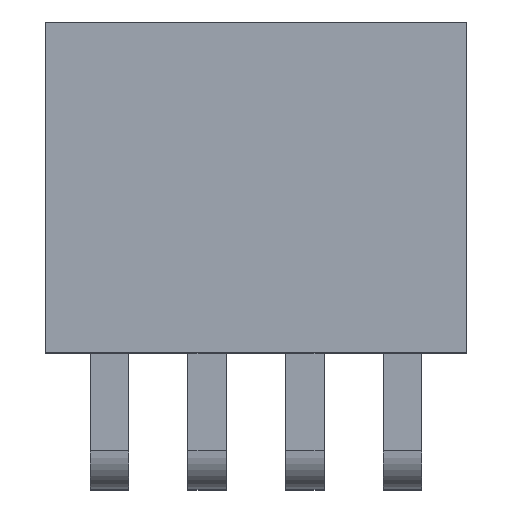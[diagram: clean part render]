
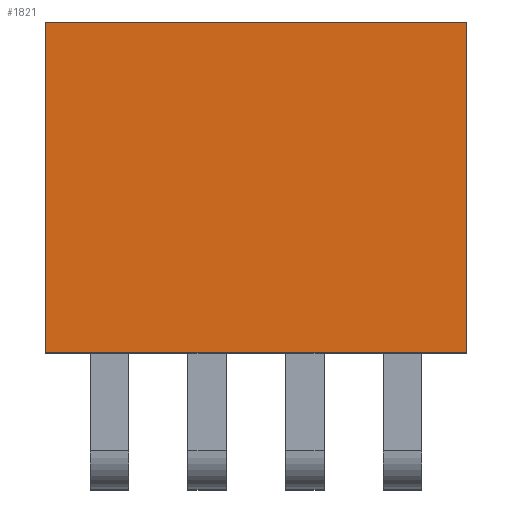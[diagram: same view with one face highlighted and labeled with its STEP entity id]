
A CAD part, top view. The second image highlights one B-rep face of the part: STEP entity #1821.
In plain terms, the highlighted planar face has unit normal (0, 0, 1).
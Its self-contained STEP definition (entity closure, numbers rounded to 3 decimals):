
#115=FACE_OUTER_BOUND('',#225,.T.);
#225=EDGE_LOOP('',(#1339,#1340,#1341,#1342));
#399=LINE('',#2749,#627);
#400=LINE('',#2751,#628);
#401=LINE('',#2753,#629);
#402=LINE('',#2754,#630);
#627=VECTOR('',#2227,10.);
#628=VECTOR('',#2228,10.);
#629=VECTOR('',#2229,10.);
#630=VECTOR('',#2230,10.);
#823=VERTEX_POINT('',#2747);
#824=VERTEX_POINT('',#2748);
#825=VERTEX_POINT('',#2750);
#826=VERTEX_POINT('',#2752);
#1023=EDGE_CURVE('',#823,#824,#399,.T.);
#1024=EDGE_CURVE('',#824,#825,#400,.T.);
#1025=EDGE_CURVE('',#826,#825,#401,.T.);
#1026=EDGE_CURVE('',#823,#826,#402,.T.);
#1339=ORIENTED_EDGE('',*,*,#1023,.T.);
#1340=ORIENTED_EDGE('',*,*,#1024,.T.);
#1341=ORIENTED_EDGE('',*,*,#1025,.F.);
#1342=ORIENTED_EDGE('',*,*,#1026,.F.);
#1723=PLANE('',#1953);
#1821=ADVANCED_FACE('',(#115),#1723,.T.);
#1953=AXIS2_PLACEMENT_3D('',#2746,#2225,#2226);
#2225=DIRECTION('center_axis',(0.,0.,1.));
#2226=DIRECTION('ref_axis',(0.,-1.,0.));
#2227=DIRECTION('',(0.,-1.,0.));
#2228=DIRECTION('',(1.,0.,0.));
#2229=DIRECTION('',(0.,-1.,0.));
#2230=DIRECTION('',(1.,0.,0.));
#2746=CARTESIAN_POINT('Origin',(0.,4.3,3.));
#2747=CARTESIAN_POINT('',(0.,4.3,3.));
#2748=CARTESIAN_POINT('',(0.,0.,3.));
#2749=CARTESIAN_POINT('',(0.,4.3,3.));
#2750=CARTESIAN_POINT('',(5.48,0.,3.));
#2751=CARTESIAN_POINT('',(0.,0.,3.));
#2752=CARTESIAN_POINT('',(5.48,4.3,3.));
#2753=CARTESIAN_POINT('',(5.48,4.3,3.));
#2754=CARTESIAN_POINT('',(0.,4.3,3.));
